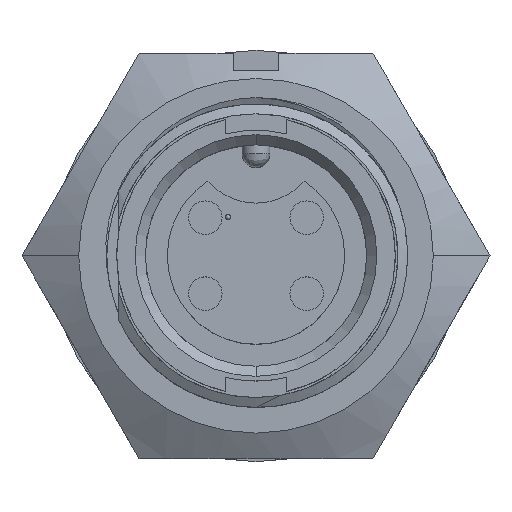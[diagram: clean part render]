
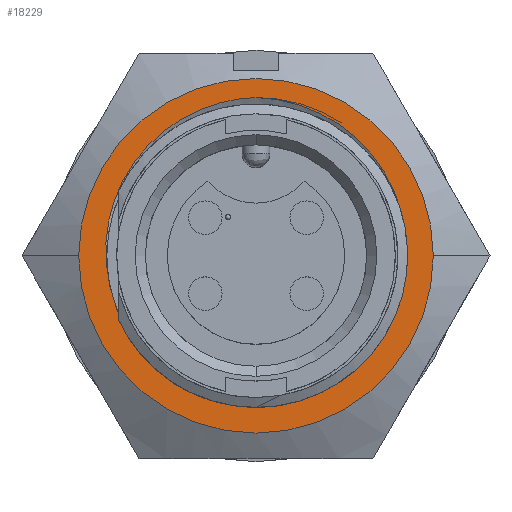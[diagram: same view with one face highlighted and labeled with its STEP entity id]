
A CAD part, top view. The second image highlights one B-rep face of the part: STEP entity #18229.
In plain terms, the highlighted planar face has unit normal (0, 0, 1).
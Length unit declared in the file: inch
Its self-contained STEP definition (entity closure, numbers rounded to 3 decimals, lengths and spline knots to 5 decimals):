
#44 = CARTESIAN_POINT ( 'NONE',  ( -0.28876, -0.05788, -0.319 ) ) ;
#46 = CARTESIAN_POINT ( 'NONE',  ( -0.35, 0., -0.319 ) ) ;
#56 = CARTESIAN_POINT ( 'NONE',  ( 0.35, 0., -0.319 ) ) ;
#122 = CARTESIAN_POINT ( 'NONE',  ( 0., 0.3125, -0.319 ) ) ;
#128 = CARTESIAN_POINT ( 'NONE',  ( 0.28876, -0.05788, -0.319 ) ) ;
#1014 = AXIS2_PLACEMENT_3D ( 'NONE', #16602, #16601, #16600 ) ;
#1364 = FACE_BOUND ( 'NONE', #5619, .T. ) ;
#1380 = FACE_OUTER_BOUND ( 'NONE', #5309, .T. ) ;
#3482 = B_SPLINE_CURVE_WITH_KNOTS ( 'NONE', 3,
 ( #9479, #9478, #9476, #9493, #9500, #9483, #9492, #9451, #9499, #9477, #9474, #9475, #9453, #9587, #9482, #9484, #9491, #9551, #9519, #9654 ),
 .UNSPECIFIED., .F., .F.,
 ( 4, 2, 2, 2, 2, 2, 2, 2, 2, 4 ),
 ( 0., 0.00086, 0.00171, 0.00343, 0.00514, 0.00686, 0.00857, 0.01029, 0.012, 0.01372 ),
 .UNSPECIFIED. ) ;
#3563 = B_SPLINE_CURVE_WITH_KNOTS ( 'NONE', 3,
 ( #14229, #14228, #14227, #14226, #14225, #14224, #14223, #14222, #14221, #14220, #14219, #14218, #14217, #14216, #14215, #14214, #14213, #14212, #14211, #14210, #14209, #14208, #14207, #14206 ),
 .UNSPECIFIED., .F., .F.,
 ( 4, 2, 2, 2, 2, 2, 2, 2, 2, 2, 2, 4 ),
 ( 0., 0.00086, 0.00171, 0.00343, 0.00514, 0.00686, 0.00857, 0.00943, 0.01029, 0.01115, 0.012, 0.01372 ),
 .UNSPECIFIED. ) ;
#5163 = VERTEX_POINT ( 'NONE', #122 ) ;
#5226 = VERTEX_POINT ( 'NONE', #128 ) ;
#5309 = EDGE_LOOP ( 'NONE', ( #18794, #18619 ) ) ;
#5619 = EDGE_LOOP ( 'NONE', ( #18953, #19020, #19089 ) ) ;
#5686 = VERTEX_POINT ( 'NONE', #44 ) ;
#5695 = VERTEX_POINT ( 'NONE', #46 ) ;
#5996 = VERTEX_POINT ( 'NONE', #56 ) ;
#7210 = EDGE_CURVE ( 'NONE', #5996, #5695, #17935, .T. ) ;
#7261 = EDGE_CURVE ( 'NONE', #5686, #5163, #3482, .T. ) ;
#7390 = EDGE_CURVE ( 'NONE', #5686, #5226, #17863, .T. ) ;
#7458 = EDGE_CURVE ( 'NONE', #5695, #5996, #17717, .T. ) ;
#8023 = EDGE_CURVE ( 'NONE', #5163, #5226, #3563, .T. ) ;
#9451 = CARTESIAN_POINT ( 'NONE',  ( -0.28439, 0.09763, -0.319 ) ) ;
#9453 = CARTESIAN_POINT ( 'NONE',  ( -0.20268, 0.22913, -0.319 ) ) ;
#9466 = CARTESIAN_POINT ( 'NONE',  ( 0., 0., -0.319 ) ) ;
#9468 = DIRECTION ( 'NONE',  ( 0., 0., -1. ) ) ;
#9474 = CARTESIAN_POINT ( 'NONE',  ( -0.24592, 0.17827, -0.319 ) ) ;
#9475 = CARTESIAN_POINT ( 'NONE',  ( -0.21833, 0.21326, -0.319 ) ) ;
#9476 = CARTESIAN_POINT ( 'NONE',  ( -0.29332, -0.03581, -0.319 ) ) ;
#9477 = CARTESIAN_POINT ( 'NONE',  ( -0.25794, 0.15893, -0.319 ) ) ;
#9478 = CARTESIAN_POINT ( 'NONE',  ( -0.29136, -0.0469, -0.319 ) ) ;
#9479 = CARTESIAN_POINT ( 'NONE',  ( -0.28876, -0.05788, -0.319 ) ) ;
#9482 = CARTESIAN_POINT ( 'NONE',  ( -0.14898, 0.26972, -0.319 ) ) ;
#9483 = CARTESIAN_POINT ( 'NONE',  ( -0.29669, 0.03139, -0.319 ) ) ;
#9484 = CARTESIAN_POINT ( 'NONE',  ( -0.10919, 0.28975, -0.319 ) ) ;
#9491 = CARTESIAN_POINT ( 'NONE',  ( -0.08787, 0.29771, -0.319 ) ) ;
#9492 = CARTESIAN_POINT ( 'NONE',  ( -0.29428, 0.05361, -0.319 ) ) ;
#9493 = CARTESIAN_POINT ( 'NONE',  ( -0.29595, -0.01345, -0.319 ) ) ;
#9499 = CARTESIAN_POINT ( 'NONE',  ( -0.27709, 0.11868, -0.319 ) ) ;
#9500 = CARTESIAN_POINT ( 'NONE',  ( -0.29661, -0.00217, -0.319 ) ) ;
#9519 = CARTESIAN_POINT ( 'NONE',  ( -0.02255, 0.3118, -0.319 ) ) ;
#9551 = CARTESIAN_POINT ( 'NONE',  ( -0.04463, 0.30867, -0.319 ) ) ;
#9585 = DIRECTION ( 'NONE',  ( -1., 0., 0. ) ) ;
#9587 = CARTESIAN_POINT ( 'NONE',  ( -0.16771, 0.25762, -0.319 ) ) ;
#9654 = CARTESIAN_POINT ( 'NONE',  ( 0., 0.3125, -0.319 ) ) ;
#12779 = DIRECTION ( 'NONE',  ( -1., 0., 0. ) ) ;
#12781 = DIRECTION ( 'NONE',  ( 0., 0., -1. ) ) ;
#12782 = CARTESIAN_POINT ( 'NONE',  ( 0., 0., -0.319 ) ) ;
#12990 = CARTESIAN_POINT ( 'NONE',  ( 0., 0., -0.319 ) ) ;
#13115 = DIRECTION ( 'NONE',  ( 1., 0., 0. ) ) ;
#13116 = DIRECTION ( 'NONE',  ( 0., 0., 1. ) ) ;
#14206 = CARTESIAN_POINT ( 'NONE',  ( 0.28876, -0.05788, -0.319 ) ) ;
#14207 = CARTESIAN_POINT ( 'NONE',  ( 0.29396, -0.03591, -0.319 ) ) ;
#14208 = CARTESIAN_POINT ( 'NONE',  ( 0.29655, -0.01376, -0.319 ) ) ;
#14209 = CARTESIAN_POINT ( 'NONE',  ( 0.29668, 0.01975, -0.319 ) ) ;
#14210 = CARTESIAN_POINT ( 'NONE',  ( 0.2961, 0.03103, -0.319 ) ) ;
#14211 = CARTESIAN_POINT ( 'NONE',  ( 0.29367, 0.05338, -0.319 ) ) ;
#14212 = CARTESIAN_POINT ( 'NONE',  ( 0.29184, 0.06439, -0.319 ) ) ;
#14213 = CARTESIAN_POINT ( 'NONE',  ( 0.28699, 0.08612, -0.319 ) ) ;
#14214 = CARTESIAN_POINT ( 'NONE',  ( 0.28397, 0.09682, -0.319 ) ) ;
#14215 = CARTESIAN_POINT ( 'NONE',  ( 0.27672, 0.11792, -0.319 ) ) ;
#14216 = CARTESIAN_POINT ( 'NONE',  ( 0.27247, 0.12837, -0.319 ) ) ;
#14217 = CARTESIAN_POINT ( 'NONE',  ( 0.25801, 0.15885, -0.319 ) ) ;
#14218 = CARTESIAN_POINT ( 'NONE',  ( 0.24628, 0.17775, -0.319 ) ) ;
#14219 = CARTESIAN_POINT ( 'NONE',  ( 0.21875, 0.2128, -0.319 ) ) ;
#14220 = CARTESIAN_POINT ( 'NONE',  ( 0.20277, 0.22902, -0.319 ) ) ;
#14221 = CARTESIAN_POINT ( 'NONE',  ( 0.16827, 0.2572, -0.319 ) ) ;
#14222 = CARTESIAN_POINT ( 'NONE',  ( 0.14961, 0.26937, -0.319 ) ) ;
#14223 = CARTESIAN_POINT ( 'NONE',  ( 0.10934, 0.2897, -0.319 ) ) ;
#14224 = CARTESIAN_POINT ( 'NONE',  ( 0.0884, 0.29754, -0.319 ) ) ;
#14225 = CARTESIAN_POINT ( 'NONE',  ( 0.05587, 0.30584, -0.319 ) ) ;
#14226 = CARTESIAN_POINT ( 'NONE',  ( 0.04479, 0.30803, -0.319 ) ) ;
#14227 = CARTESIAN_POINT ( 'NONE',  ( 0.02249, 0.31119, -0.319 ) ) ;
#14228 = CARTESIAN_POINT ( 'NONE',  ( 0.01128, 0.31215, -0.319 ) ) ;
#14229 = CARTESIAN_POINT ( 'NONE',  ( 0., 0.3125, -0.319 ) ) ;
#16600 = DIRECTION ( 'NONE',  ( -1., 0., 0. ) ) ;
#16601 = DIRECTION ( 'NONE',  ( 0., 0., -1. ) ) ;
#16602 = CARTESIAN_POINT ( 'NONE',  ( -0.23094, -0.4, -0.319 ) ) ;
#16603 = PLANE ( 'NONE',  #1014 ) ;
#17717 = CIRCLE ( 'NONE', #17720, 0.35 ) ;
#17720 = AXIS2_PLACEMENT_3D ( 'NONE', #12782, #12781, #12779 ) ;
#17863 = CIRCLE ( 'NONE', #17865, 0.2945 ) ;
#17865 = AXIS2_PLACEMENT_3D ( 'NONE', #12990, #13116, #13115 ) ;
#17929 = AXIS2_PLACEMENT_3D ( 'NONE', #9466, #9468, #9585 ) ;
#17935 = CIRCLE ( 'NONE', #17929, 0.35 ) ;
#18229 = ADVANCED_FACE ( 'NONE', ( #1380, #1364 ), #16603, .F. ) ;
#18619 = ORIENTED_EDGE ( 'NONE', *, *, #7210, .F. ) ;
#18794 = ORIENTED_EDGE ( 'NONE', *, *, #7458, .F. ) ;
#18953 = ORIENTED_EDGE ( 'NONE', *, *, #8023, .T. ) ;
#19020 = ORIENTED_EDGE ( 'NONE', *, *, #7390, .F. ) ;
#19089 = ORIENTED_EDGE ( 'NONE', *, *, #7261, .T. ) ;
